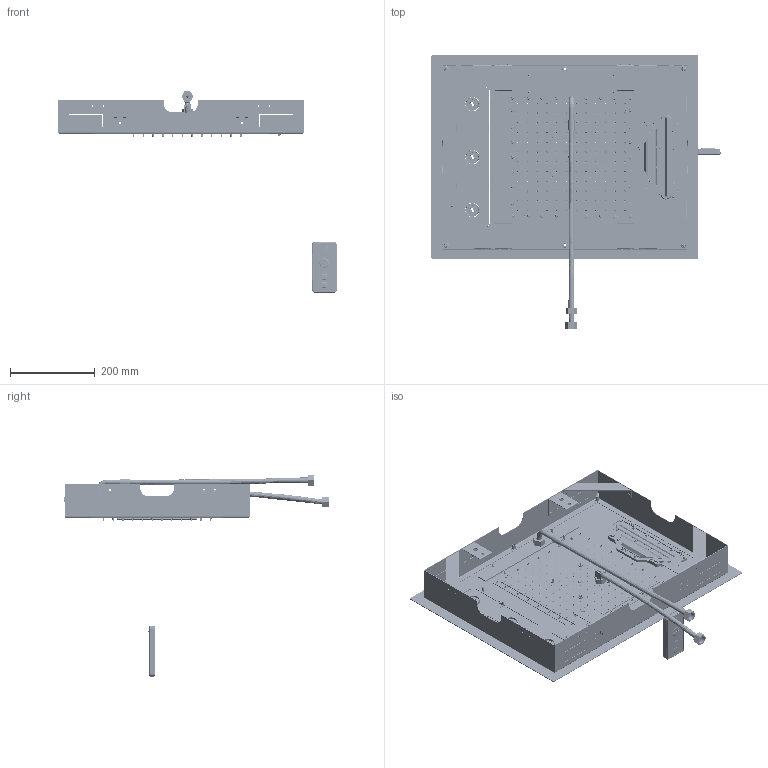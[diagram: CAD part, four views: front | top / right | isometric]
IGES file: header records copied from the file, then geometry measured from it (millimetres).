
Start section: C
Global section: file name: M190.igs; native system: By Siemens PLM Incorporated; preprocessor: XPlus GENERIC/IGES 18.0.17; author: Author; organization: Title; date: 20160427.155851; units: millimetre
Bounding box: 682.24 x 644.65 x 474.92 mm (x, y, z)
Volume: 1365051.4 mm3; surface area: 1292374.2 mm2
Topology: 26 solids, 27 shells, 10189 faces, 27473 edges, 17715 vertices
Faces by surface type: bspline 10189
